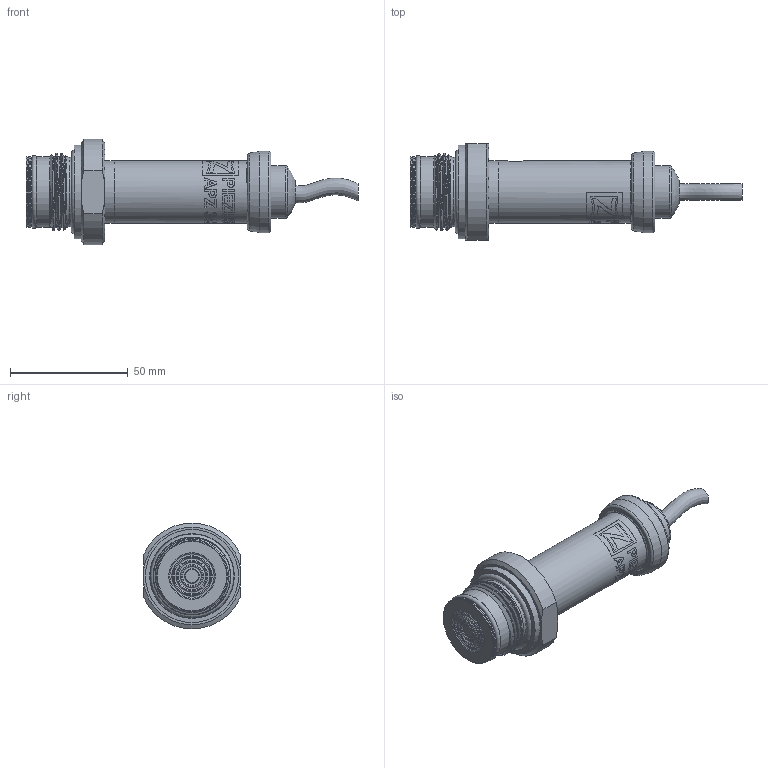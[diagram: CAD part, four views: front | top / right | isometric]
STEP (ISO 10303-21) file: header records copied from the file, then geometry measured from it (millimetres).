
FILE_DESCRIPTION(/* description */ (''),/* implementation_level */ '2;1');
FILE_NAME(/* name */ 'APZ3420m_G1DIN-solidflush_5.step',/* time_stamp */ '2021-07-06T15:45:20+03:00',/* author */ (''),/* organization */ (''),/* preprocessor_version */ 'ST-DEVELOPER v18.1',/* originating_system */ 'Autodesk Translation Framework v10.9.0.1377',/* authorisation */ '');
FILE_SCHEMA (('AUTOMOTIVE_DESIGN { 1 0 10303 214 3 1 1 }'));
Length unit declared in the file: millimetre
Products named in the file (7): АПЗ 3420м заполненная; Stainless steel cable gland assembly; Stainless steel cable gland; Stainless steel cable gland nut; wire; shell; G1 flush diaphragm
Assembly tree (6 placements, depth 3):
  АПЗ 3420м заполненная
    Stainless steel cable gland assembly
      Stainless steel cable gland
      Stainless steel cable gland nut
      wire
    shell
    G1 flush diaphragm
Bounding box: 141.23 x 41 x 45 mm (x, y, z)
Volume: 79244.5 mm3; surface area: 23078.7 mm2
Topology: 7 solids, 7 shells, 440 faces, 1144 edges, 756 vertices
Faces by surface type: bspline 271, cylinder 71, plane 54, torus 26, cone 17, sphere 1
Full cylindrical faces by diameter (mm): 2 x2, 4 x1, 7.183 x1, 7.2 x1, 13 x1, 21.4 x1, 22.3 x2, 22.5 x1, 24.5 x3, 25.132 x4, 25.526 x2, 26.5 x5, 27.1 x1, 27.208 x3, 27.7 x1, 29.4 x1, 29.6 x1, 30.05 x3, 30.291 x1, 34.5 x1, 35.6 x1, 39.6 x1
Entity records: 22810 total; most frequent: CARTESIAN_POINT 13652, ORIENTED_EDGE 2288, EDGE_CURVE 1144, DIRECTION 1055, VERTEX_POINT 756, B_SPLINE_CURVE_WITH_KNOTS 604, EDGE_LOOP 486, FACE_OUTER_BOUND 440
